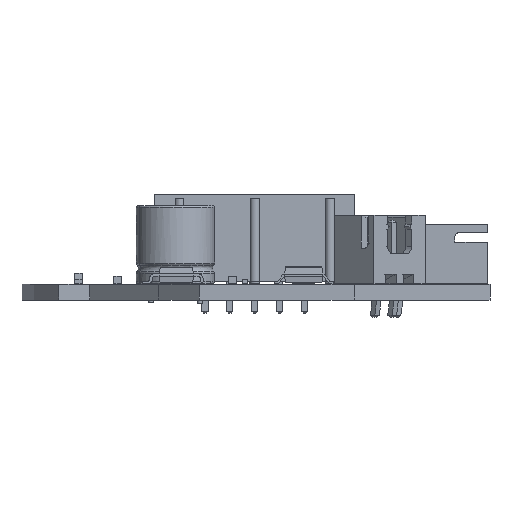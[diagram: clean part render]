
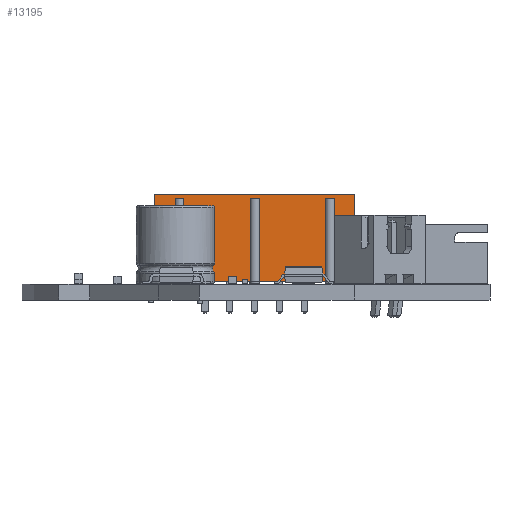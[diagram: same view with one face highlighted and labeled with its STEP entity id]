
A CAD part, front view. The second image highlights one B-rep face of the part: STEP entity #13195.
In plain terms, the highlighted face is planar.
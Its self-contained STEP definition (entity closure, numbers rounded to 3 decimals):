
#12357 = EDGE_CURVE('',#12358,#12360,#12362,.T.);
#12358 = VERTEX_POINT('',#12359);
#12359 = CARTESIAN_POINT('',(5.695,5.1,0.25));
#12360 = VERTEX_POINT('',#12361);
#12361 = CARTESIAN_POINT('',(5.695,5.1,9.1));
#12362 = LINE('',#12363,#12364);
#12363 = CARTESIAN_POINT('',(5.695,5.1,0.25));
#12364 = VECTOR('',#12365,1.);
#12365 = DIRECTION('',(0.,0.,1.));
#12422 = VERTEX_POINT('',#12423);
#12423 = CARTESIAN_POINT('',(5.695,-15.26,9.1));
#12429 = EDGE_CURVE('',#12422,#12360,#12430,.T.);
#12430 = LINE('',#12431,#12432);
#12431 = CARTESIAN_POINT('',(5.695,-15.26,9.1));
#12432 = VECTOR('',#12433,1.);
#12433 = DIRECTION('',(0.,1.,0.));
#12630 = VERTEX_POINT('',#12631);
#12631 = CARTESIAN_POINT('',(5.695,-15.26,0.25));
#12637 = EDGE_CURVE('',#12630,#12422,#12638,.T.);
#12638 = LINE('',#12639,#12640);
#12639 = CARTESIAN_POINT('',(5.695,-15.26,0.25));
#12640 = VECTOR('',#12641,1.);
#12641 = DIRECTION('',(0.,0.,1.));
#12677 = EDGE_CURVE('',#12678,#12358,#12680,.T.);
#12678 = VERTEX_POINT('',#12679);
#12679 = CARTESIAN_POINT('',(5.695,3.033,0.25));
#12680 = LINE('',#12681,#12682);
#12681 = CARTESIAN_POINT('',(5.695,-15.26,0.25));
#12682 = VECTOR('',#12683,1.);
#12683 = DIRECTION('',(0.,1.,0.));
#12695 = VERTEX_POINT('',#12696);
#12696 = CARTESIAN_POINT('',(5.695,2.167,0.25));
#12703 = EDGE_CURVE('',#12704,#12695,#12706,.T.);
#12704 = VERTEX_POINT('',#12705);
#12705 = CARTESIAN_POINT('',(5.695,-4.647,0.25));
#12706 = LINE('',#12707,#12708);
#12707 = CARTESIAN_POINT('',(5.695,-15.26,0.25));
#12708 = VECTOR('',#12709,1.);
#12709 = DIRECTION('',(0.,1.,0.));
#12721 = VERTEX_POINT('',#12722);
#12722 = CARTESIAN_POINT('',(5.695,-5.513,0.25));
#12729 = EDGE_CURVE('',#12730,#12721,#12732,.T.);
#12730 = VERTEX_POINT('',#12731);
#12731 = CARTESIAN_POINT('',(5.695,-12.327,0.25));
#12732 = LINE('',#12733,#12734);
#12733 = CARTESIAN_POINT('',(5.695,-15.26,0.25));
#12734 = VECTOR('',#12735,1.);
#12735 = DIRECTION('',(0.,1.,0.));
#12747 = VERTEX_POINT('',#12748);
#12748 = CARTESIAN_POINT('',(5.695,-13.193,0.25));
#12755 = EDGE_CURVE('',#12630,#12747,#12756,.T.);
#12756 = LINE('',#12757,#12758);
#12757 = CARTESIAN_POINT('',(5.695,-15.26,0.25));
#12758 = VECTOR('',#12759,1.);
#12759 = DIRECTION('',(0.,1.,0.));
#13195 = ADVANCED_FACE('',(#13196),#13271,.T.);
#13196 = FACE_BOUND('',#13197,.T.);
#13197 = EDGE_LOOP('',(#13198,#13199,#13200,#13208,#13216,#13222,#13223,
    #13231,#13239,#13245,#13246,#13254,#13262,#13268,#13269,#13270));
#13198 = ORIENTED_EDGE('',*,*,#12637,.F.);
#13199 = ORIENTED_EDGE('',*,*,#12755,.T.);
#13200 = ORIENTED_EDGE('',*,*,#13201,.F.);
#13201 = EDGE_CURVE('',#13202,#12747,#13204,.T.);
#13202 = VERTEX_POINT('',#13203);
#13203 = CARTESIAN_POINT('',(5.695,-13.193,8.75));
#13204 = LINE('',#13205,#13206);
#13205 = CARTESIAN_POINT('',(5.695,-13.193,0.25));
#13206 = VECTOR('',#13207,1.);
#13207 = DIRECTION('',(-0.,-0.,-1.));
#13208 = ORIENTED_EDGE('',*,*,#13209,.F.);
#13209 = EDGE_CURVE('',#13210,#13202,#13212,.T.);
#13210 = VERTEX_POINT('',#13211);
#13211 = CARTESIAN_POINT('',(5.695,-12.327,8.75));
#13212 = LINE('',#13213,#13214);
#13213 = CARTESIAN_POINT('',(5.695,-8.92,8.75));
#13214 = VECTOR('',#13215,1.);
#13215 = DIRECTION('',(0.,-1.,0.));
#13216 = ORIENTED_EDGE('',*,*,#13217,.T.);
#13217 = EDGE_CURVE('',#13210,#12730,#13218,.T.);
#13218 = LINE('',#13219,#13220);
#13219 = CARTESIAN_POINT('',(5.695,-12.327,0.25));
#13220 = VECTOR('',#13221,1.);
#13221 = DIRECTION('',(-0.,-0.,-1.));
#13222 = ORIENTED_EDGE('',*,*,#12729,.T.);
#13223 = ORIENTED_EDGE('',*,*,#13224,.F.);
#13224 = EDGE_CURVE('',#13225,#12721,#13227,.T.);
#13225 = VERTEX_POINT('',#13226);
#13226 = CARTESIAN_POINT('',(5.695,-5.513,8.75));
#13227 = LINE('',#13228,#13229);
#13228 = CARTESIAN_POINT('',(5.695,-5.513,0.25));
#13229 = VECTOR('',#13230,1.);
#13230 = DIRECTION('',(-0.,-0.,-1.));
#13231 = ORIENTED_EDGE('',*,*,#13232,.F.);
#13232 = EDGE_CURVE('',#13233,#13225,#13235,.T.);
#13233 = VERTEX_POINT('',#13234);
#13234 = CARTESIAN_POINT('',(5.695,-4.647,8.75));
#13235 = LINE('',#13236,#13237);
#13236 = CARTESIAN_POINT('',(5.695,-5.08,8.75));
#13237 = VECTOR('',#13238,1.);
#13238 = DIRECTION('',(0.,-1.,0.));
#13239 = ORIENTED_EDGE('',*,*,#13240,.T.);
#13240 = EDGE_CURVE('',#13233,#12704,#13241,.T.);
#13241 = LINE('',#13242,#13243);
#13242 = CARTESIAN_POINT('',(5.695,-4.647,0.25));
#13243 = VECTOR('',#13244,1.);
#13244 = DIRECTION('',(-0.,-0.,-1.));
#13245 = ORIENTED_EDGE('',*,*,#12703,.T.);
#13246 = ORIENTED_EDGE('',*,*,#13247,.F.);
#13247 = EDGE_CURVE('',#13248,#12695,#13250,.T.);
#13248 = VERTEX_POINT('',#13249);
#13249 = CARTESIAN_POINT('',(5.695,2.167,8.75));
#13250 = LINE('',#13251,#13252);
#13251 = CARTESIAN_POINT('',(5.695,2.167,0.25));
#13252 = VECTOR('',#13253,1.);
#13253 = DIRECTION('',(-0.,-0.,-1.));
#13254 = ORIENTED_EDGE('',*,*,#13255,.F.);
#13255 = EDGE_CURVE('',#13256,#13248,#13258,.T.);
#13256 = VERTEX_POINT('',#13257);
#13257 = CARTESIAN_POINT('',(5.695,3.033,8.75));
#13258 = LINE('',#13259,#13260);
#13259 = CARTESIAN_POINT('',(5.695,-1.24,8.75));
#13260 = VECTOR('',#13261,1.);
#13261 = DIRECTION('',(0.,-1.,0.));
#13262 = ORIENTED_EDGE('',*,*,#13263,.T.);
#13263 = EDGE_CURVE('',#13256,#12678,#13264,.T.);
#13264 = LINE('',#13265,#13266);
#13265 = CARTESIAN_POINT('',(5.695,3.033,0.25));
#13266 = VECTOR('',#13267,1.);
#13267 = DIRECTION('',(-0.,-0.,-1.));
#13268 = ORIENTED_EDGE('',*,*,#12677,.T.);
#13269 = ORIENTED_EDGE('',*,*,#12357,.T.);
#13270 = ORIENTED_EDGE('',*,*,#12429,.F.);
#13271 = PLANE('',#13272);
#13272 = AXIS2_PLACEMENT_3D('',#13273,#13274,#13275);
#13273 = CARTESIAN_POINT('',(5.695,-5.08,4.675));
#13274 = DIRECTION('',(1.,0.,0.));
#13275 = DIRECTION('',(0.,0.,1.));
